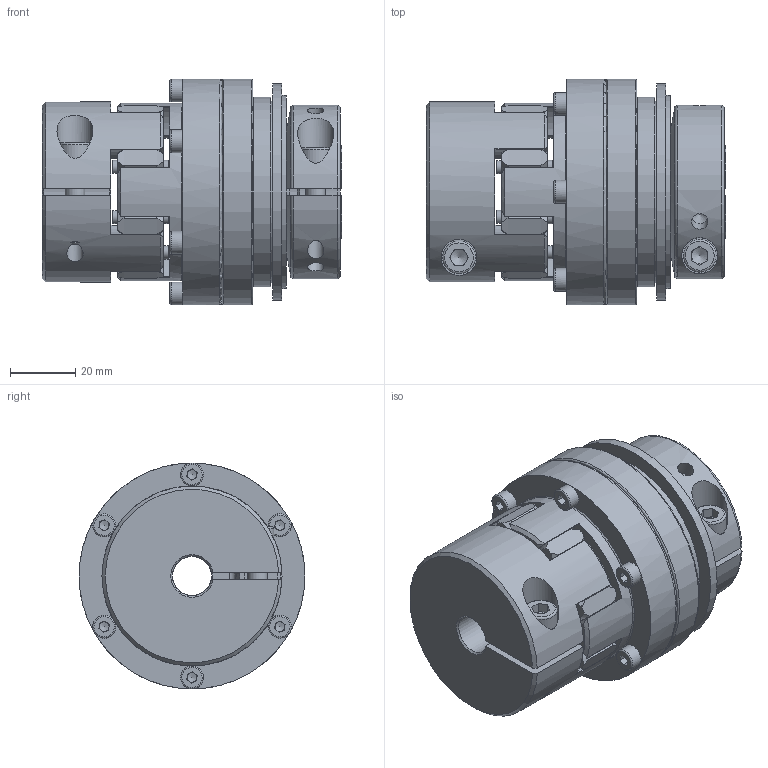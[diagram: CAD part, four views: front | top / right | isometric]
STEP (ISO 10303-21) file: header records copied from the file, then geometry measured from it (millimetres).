
FILE_DESCRIPTION( ( 'Unknown' ), '1' );
FILE_NAME( 'SKB-EK 30.stp', 'Unknown', ( 'Unknown' ), ( 'Unknown' ), 'PSStep 10.1', 'Unknown', ' ' );
FILE_SCHEMA( ( 'AUTOMOTIVE_DESIGN { 1 0 10303 214 1 1 1 1 }' ) );
Length unit declared in the file: millimetre
Products named in the file (1): KT102316
Bounding box: 91.5 x 69 x 69 mm (x, y, z)
Volume: 200421.3 mm3; surface area: 64742.6 mm2
Topology: 1 solids, 9 shells, 599 faces, 1658 edges, 1052 vertices
Faces by surface type: plane 236, cylinder 196, cone 101, torus 54, sphere 12
Full cylindrical faces by diameter (mm): 2 x2, 3.3 x7, 4 x14, 4.3 x6, 5 x4, 6 x2, 6.5 x2, 7 x6, 10 x2, 11 x2, 12 x1, 12.5 x1, 17.5 x1, 27 x2, 28.6 x1, 29.8 x1, 30 x2, 35 x2, 36 x1, 38.2 x2, 38.893 x1, 39.293 x1, 47.1 x3, 54.2 x1, 55 x3, 55.5 x2, 58 x1, 59 x1, 66 x1, 69 x2
Entity records: 24576 total; most frequent: CARTESIAN_POINT 5431, DIRECTION 3056, ORIENTED_EDGE 2848, EDGE_CURVE 1424, AXIS2_PLACEMENT_3D 1284, VERTEX_POINT 965, EDGE_LOOP 803, FACE_OUTER_BOUND 688
